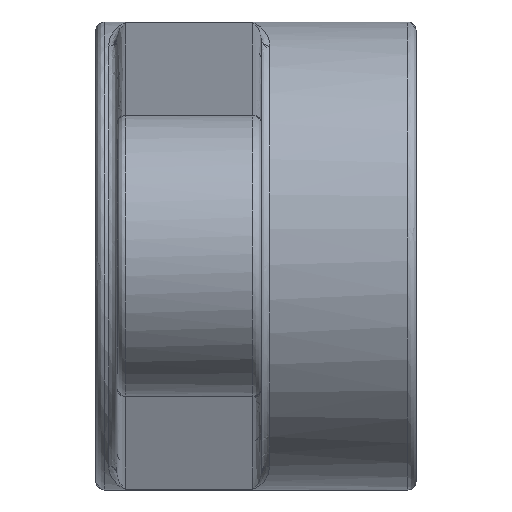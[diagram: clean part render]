
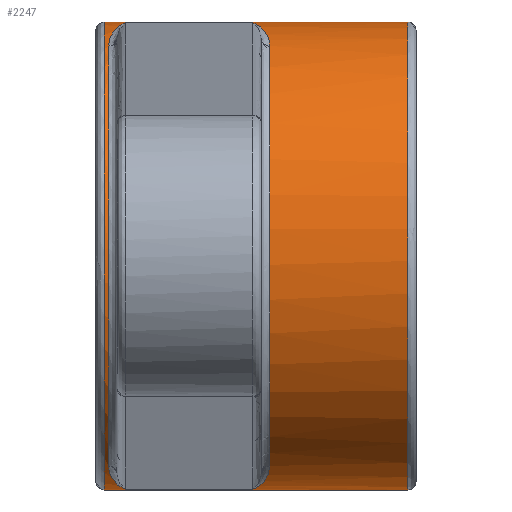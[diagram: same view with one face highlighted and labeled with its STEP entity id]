
A CAD part, left-side view. The second image highlights one B-rep face of the part: STEP entity #2247.
In plain terms, the highlighted free-form (B-spline) face has degree [2, 1] with [5, 2] control points.
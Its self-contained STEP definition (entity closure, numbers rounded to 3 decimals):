
#34 = VERTEX_POINT('',#35);
#35 = CARTESIAN_POINT('',(0.,-2.433,-3.889));
#42 = VERTEX_POINT('',#43);
#43 = CARTESIAN_POINT('',(0.,-2.433,
    3.889));
#77 = VERTEX_POINT('',#78);
#78 = CARTESIAN_POINT('',(0.,2.608,-3.889));
#79 = VERTEX_POINT('',#80);
#80 = CARTESIAN_POINT('',(0.,2.608,
    3.889));
#1118 = EDGE_CURVE('',#79,#42,#1119,.T.);
#1119 = B_SPLINE_CURVE_WITH_KNOTS('',1,(#1120,#1121),.UNSPECIFIED.,.F.,
  .F.,(2,2),(-0.18,4.13),.PIECEWISE_BEZIER_KNOTS.);
#1120 = CARTESIAN_POINT('',(0.,2.608,
    3.889));
#1121 = CARTESIAN_POINT('',(0.,-2.433,
    3.889));
#1124 = EDGE_CURVE('',#77,#34,#1125,.T.);
#1125 = B_SPLINE_CURVE_WITH_KNOTS('',1,(#1126,#1127),.UNSPECIFIED.,.F.,
  .F.,(2,2),(-0.18,4.13),.PIECEWISE_BEZIER_KNOTS.);
#1126 = CARTESIAN_POINT('',(0.,2.608,-3.889));
#1127 = CARTESIAN_POINT('',(0.,-2.433,-3.889));
#2223 = EDGE_CURVE('',#2224,#2226,#2228,.T.);
#2224 = VERTEX_POINT('',#2225);
#2225 = CARTESIAN_POINT('',(-0.319,2.257,
    3.876));
#2226 = VERTEX_POINT('',#2227);
#2227 = CARTESIAN_POINT('',(-0.319,0.14,
    3.876));
#2228 = B_SPLINE_CURVE_WITH_KNOTS('',1,(#2229,#2230),.UNSPECIFIED.,.F.,
  .F.,(2,2),(0.12,1.93),.PIECEWISE_BEZIER_KNOTS.);
#2229 = CARTESIAN_POINT('',(-0.319,2.257,
    3.876));
#2230 = CARTESIAN_POINT('',(-0.319,0.14,
    3.876));
#2247 = ADVANCED_FACE('',(#2248,#2268),#2336,.T.);
#2248 = FACE_BOUND('',#2249,.T.);
#2249 = EDGE_LOOP('',(#2250,#2251,#2259,#2260));
#2250 = ORIENTED_EDGE('',*,*,#1118,.F.);
#2251 = ORIENTED_EDGE('',*,*,#2252,.T.);
#2252 = EDGE_CURVE('',#79,#77,#2253,.T.);
#2253 = ( BOUNDED_CURVE() B_SPLINE_CURVE(2,(#2254,#2255,#2256,#2257,
#2258),.UNSPECIFIED.,.F.,.F.) B_SPLINE_CURVE_WITH_KNOTS((3,2,3),(0.,
1.571,3.142),.PIECEWISE_BEZIER_KNOTS.) CURVE() 
GEOMETRIC_REPRESENTATION_ITEM() RATIONAL_B_SPLINE_CURVE((1.,
0.707,1.,0.707,1.)) REPRESENTATION_ITEM('') );
#2254 = CARTESIAN_POINT('',(0.,2.608,3.889));
#2255 = CARTESIAN_POINT('',(-3.889,2.608,3.889)
  );
#2256 = CARTESIAN_POINT('',(-3.889,2.608,
    0.));
#2257 = CARTESIAN_POINT('',(-3.889,2.608,-3.889
    ));
#2258 = CARTESIAN_POINT('',(0.,2.608,
    -3.889));
#2259 = ORIENTED_EDGE('',*,*,#1124,.T.);
#2260 = ORIENTED_EDGE('',*,*,#2261,.T.);
#2261 = EDGE_CURVE('',#34,#42,#2262,.T.);
#2262 = ( BOUNDED_CURVE() B_SPLINE_CURVE(2,(#2263,#2264,#2265,#2266,
#2267),.UNSPECIFIED.,.F.,.F.) B_SPLINE_CURVE_WITH_KNOTS((3,2,3),(
    3.142,4.712,6.283),
.PIECEWISE_BEZIER_KNOTS.) CURVE() GEOMETRIC_REPRESENTATION_ITEM() 
RATIONAL_B_SPLINE_CURVE((1.,0.707,1.,0.707,1.)) 
REPRESENTATION_ITEM('') );
#2263 = CARTESIAN_POINT('',(0.,-2.433,
    -3.889));
#2264 = CARTESIAN_POINT('',(-3.889,-2.433,
    -3.889));
#2265 = CARTESIAN_POINT('',(-3.889,-2.433,
    0.));
#2266 = CARTESIAN_POINT('',(-3.889,-2.433,3.889
    ));
#2267 = CARTESIAN_POINT('',(0.,-2.433,
    3.889));
#2268 = FACE_BOUND('',#2269,.T.);
#2269 = EDGE_LOOP('',(#2270,#2280,#2289,#2290,#2301,#2309,#2320,#2327));
#2270 = ORIENTED_EDGE('',*,*,#2271,.T.);
#2271 = EDGE_CURVE('',#2272,#2274,#2276,.T.);
#2272 = VERTEX_POINT('',#2273);
#2273 = CARTESIAN_POINT('',(-1.718,2.538,
    -3.489));
#2274 = VERTEX_POINT('',#2275);
#2275 = CARTESIAN_POINT('',(-1.718,2.538,3.489
    ));
#2276 = ( BOUNDED_CURVE() B_SPLINE_CURVE(2,(#2277,#2278,#2279),
.UNSPECIFIED.,.F.,.F.) B_SPLINE_CURVE_WITH_KNOTS((3,3),(3.599,
5.826),.PIECEWISE_BEZIER_KNOTS.) CURVE() 
GEOMETRIC_REPRESENTATION_ITEM() RATIONAL_B_SPLINE_CURVE((1.,
0.442,1.)) REPRESENTATION_ITEM('') );
#2277 = CARTESIAN_POINT('',(-1.718,2.538,
    -3.489));
#2278 = CARTESIAN_POINT('',(-8.805,2.538,
    0.));
#2279 = CARTESIAN_POINT('',(-1.718,2.538,3.489
    ));
#2280 = ORIENTED_EDGE('',*,*,#2281,.T.);
#2281 = EDGE_CURVE('',#2274,#2224,#2282,.T.);
#2282 = B_SPLINE_CURVE_WITH_KNOTS('',3,(#2283,#2284,#2285,#2286,#2287,
    #2288),.UNSPECIFIED.,.F.,.F.,(4,2,4),(0.,0.001,
    0.001),.UNSPECIFIED.);
#2283 = CARTESIAN_POINT('',(-1.718,2.538,3.489
    ));
#2284 = CARTESIAN_POINT('',(-1.494,2.538,
    3.6));
#2285 = CARTESIAN_POINT('',(-1.263,2.495,
    3.686));
#2286 = CARTESIAN_POINT('',(-0.795,2.389,
    3.815));
#2287 = CARTESIAN_POINT('',(-0.557,2.323,
    3.856));
#2288 = CARTESIAN_POINT('',(-0.319,2.257,
    3.876));
#2289 = ORIENTED_EDGE('',*,*,#2223,.T.);
#2290 = ORIENTED_EDGE('',*,*,#2291,.T.);
#2291 = EDGE_CURVE('',#2226,#2292,#2294,.T.);
#2292 = VERTEX_POINT('',#2293);
#2293 = CARTESIAN_POINT('',(-1.718,-0.14,
    3.489));
#2294 = B_SPLINE_CURVE_WITH_KNOTS('',3,(#2295,#2296,#2297,#2298,#2299,
    #2300),.UNSPECIFIED.,.F.,.F.,(4,2,4),(0.,
    0.001,0.001),.UNSPECIFIED.);
#2295 = CARTESIAN_POINT('',(-0.319,0.14,
    3.876));
#2296 = CARTESIAN_POINT('',(-0.558,0.075,
    3.856));
#2297 = CARTESIAN_POINT('',(-0.795,0.009,
    3.815));
#2298 = CARTESIAN_POINT('',(-1.263,-0.097,
    3.686));
#2299 = CARTESIAN_POINT('',(-1.494,-0.14,
    3.6));
#2300 = CARTESIAN_POINT('',(-1.718,-0.14,
    3.489));
#2301 = ORIENTED_EDGE('',*,*,#2302,.T.);
#2302 = EDGE_CURVE('',#2292,#2303,#2305,.T.);
#2303 = VERTEX_POINT('',#2304);
#2304 = CARTESIAN_POINT('',(-1.718,-0.14,
    -3.489));
#2305 = ( BOUNDED_CURVE() B_SPLINE_CURVE(2,(#2306,#2307,#2308),
.UNSPECIFIED.,.F.,.F.) B_SPLINE_CURVE_WITH_KNOTS((3,3),(0.457,
2.684),.PIECEWISE_BEZIER_KNOTS.) CURVE() 
GEOMETRIC_REPRESENTATION_ITEM() RATIONAL_B_SPLINE_CURVE((1.,
0.442,1.)) REPRESENTATION_ITEM('') );
#2306 = CARTESIAN_POINT('',(-1.718,-0.14,
    3.489));
#2307 = CARTESIAN_POINT('',(-8.805,-0.14,
    0.));
#2308 = CARTESIAN_POINT('',(-1.718,-0.14,
    -3.489));
#2309 = ORIENTED_EDGE('',*,*,#2310,.T.);
#2310 = EDGE_CURVE('',#2303,#2311,#2313,.T.);
#2311 = VERTEX_POINT('',#2312);
#2312 = CARTESIAN_POINT('',(-0.319,0.14,
    -3.876));
#2313 = B_SPLINE_CURVE_WITH_KNOTS('',3,(#2314,#2315,#2316,#2317,#2318,
    #2319),.UNSPECIFIED.,.F.,.F.,(4,2,4),(0.,0.001,
    0.001),.UNSPECIFIED.);
#2314 = CARTESIAN_POINT('',(-1.718,-0.14,
    -3.489));
#2315 = CARTESIAN_POINT('',(-1.494,-0.14,
    -3.6));
#2316 = CARTESIAN_POINT('',(-1.263,-0.097,
    -3.686));
#2317 = CARTESIAN_POINT('',(-0.795,0.009,
    -3.815));
#2318 = CARTESIAN_POINT('',(-0.557,0.075,
    -3.856));
#2319 = CARTESIAN_POINT('',(-0.319,0.14,
    -3.876));
#2320 = ORIENTED_EDGE('',*,*,#2321,.F.);
#2321 = EDGE_CURVE('',#2322,#2311,#2324,.T.);
#2322 = VERTEX_POINT('',#2323);
#2323 = CARTESIAN_POINT('',(-0.319,2.257,
    -3.876));
#2324 = B_SPLINE_CURVE_WITH_KNOTS('',1,(#2325,#2326),.UNSPECIFIED.,.F.,
  .F.,(2,2),(0.12,1.93),.PIECEWISE_BEZIER_KNOTS.);
#2325 = CARTESIAN_POINT('',(-0.319,2.257,
    -3.876));
#2326 = CARTESIAN_POINT('',(-0.319,0.14,
    -3.876));
#2327 = ORIENTED_EDGE('',*,*,#2328,.T.);
#2328 = EDGE_CURVE('',#2322,#2272,#2329,.T.);
#2329 = B_SPLINE_CURVE_WITH_KNOTS('',3,(#2330,#2331,#2332,#2333,#2334,
    #2335),.UNSPECIFIED.,.F.,.F.,(4,2,4),(0.,
    0.001,0.001),.UNSPECIFIED.);
#2330 = CARTESIAN_POINT('',(-0.319,2.257,
    -3.876));
#2331 = CARTESIAN_POINT('',(-0.558,2.323,
    -3.856));
#2332 = CARTESIAN_POINT('',(-0.795,2.389,
    -3.815));
#2333 = CARTESIAN_POINT('',(-1.263,2.495,
    -3.686));
#2334 = CARTESIAN_POINT('',(-1.494,2.538,
    -3.6));
#2335 = CARTESIAN_POINT('',(-1.718,2.538,
    -3.489));
#2336 = ( BOUNDED_SURFACE() B_SPLINE_SURFACE(2,1,(
    (#2337,#2338)
    ,(#2339,#2340)
    ,(#2341,#2342)
    ,(#2343,#2344)
    ,(#2345,#2346
)),.UNSPECIFIED.,.F.,.F.,.F.) B_SPLINE_SURFACE_WITH_KNOTS((3,2,3),(2,2),
  (3.142,4.712,6.283),(-0.18,4.13),
.PIECEWISE_BEZIER_KNOTS.) GEOMETRIC_REPRESENTATION_ITEM() 
RATIONAL_B_SPLINE_SURFACE((
    (1.,1.)
    ,(0.707,0.707)
    ,(1.,1.)
    ,(0.707,0.707)
,(1.,1.))) REPRESENTATION_ITEM('') SURFACE() );
#2337 = CARTESIAN_POINT('',(0.,2.608,
    3.889));
#2338 = CARTESIAN_POINT('',(0.,-2.433,
    3.889));
#2339 = CARTESIAN_POINT('',(-3.889,2.608,3.889)
  );
#2340 = CARTESIAN_POINT('',(-3.889,-2.433,3.889
    ));
#2341 = CARTESIAN_POINT('',(-3.889,2.608,
    0.));
#2342 = CARTESIAN_POINT('',(-3.889,-2.433,
    0.));
#2343 = CARTESIAN_POINT('',(-3.889,2.608,-3.889
    ));
#2344 = CARTESIAN_POINT('',(-3.889,-2.433,
    -3.889));
#2345 = CARTESIAN_POINT('',(0.,2.608,
    -3.889));
#2346 = CARTESIAN_POINT('',(0.,-2.433,
    -3.889));
